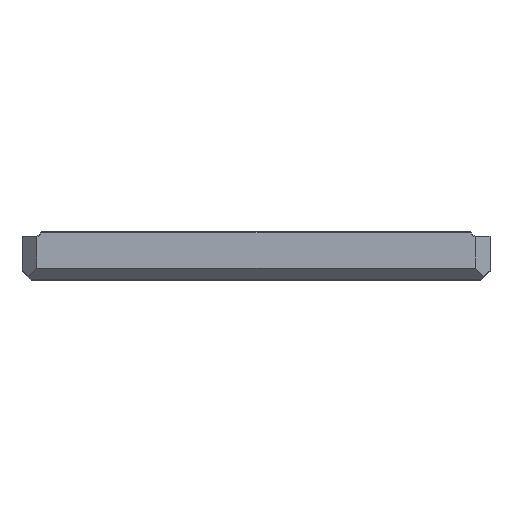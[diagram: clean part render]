
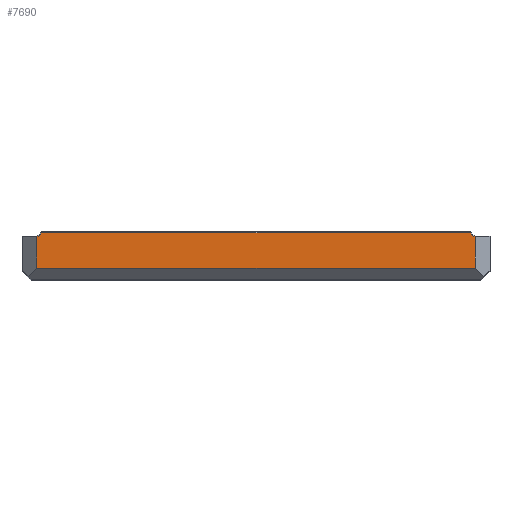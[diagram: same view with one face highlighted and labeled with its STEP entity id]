
A CAD part, top view. The second image highlights one B-rep face of the part: STEP entity #7690.
In plain terms, the highlighted planar face has unit normal (0, 0, 1).
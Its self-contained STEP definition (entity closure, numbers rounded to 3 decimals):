
#144 = DIRECTION ( 'NONE',  ( -1., 0., 0. ) ) ;
#227 = VECTOR ( 'NONE', #5630, 1000. ) ;
#404 = DIRECTION ( 'NONE',  ( 0., 0., -1. ) ) ;
#622 = ORIENTED_EDGE ( 'NONE', *, *, #989, .T. ) ;
#669 = DIRECTION ( 'NONE',  ( -1., 0., 0. ) ) ;
#871 = EDGE_CURVE ( 'NONE', #5643, #7687, #4499, .T. ) ;
#904 = VECTOR ( 'NONE', #10142, 1000. ) ;
#989 = EDGE_CURVE ( 'NONE', #7687, #1129, #4351, .T. ) ;
#1090 = CARTESIAN_POINT ( 'NONE',  ( -95.293, 1.5, 57.9 ) ) ;
#1102 = VECTOR ( 'NONE', #6839, 1000. ) ;
#1129 = VERTEX_POINT ( 'NONE', #2000 ) ;
#1311 = EDGE_CURVE ( 'NONE', #3753, #4938, #4211, .T. ) ;
#1567 = DIRECTION ( 'NONE',  ( -1., 0., 0. ) ) ;
#1834 = DIRECTION ( 'NONE',  ( -0.707, 0.707, 0. ) ) ;
#2000 = CARTESIAN_POINT ( 'NONE',  ( -96., 1.5, 57.9 ) ) ;
#2382 = CARTESIAN_POINT ( 'NONE',  ( 96., -12.5, 57.9 ) ) ;
#2484 = EDGE_CURVE ( 'NONE', #4938, #6686, #5262, .T. ) ;
#3233 = EDGE_CURVE ( 'NONE', #4145, #3753, #3443, .T. ) ;
#3398 = VECTOR ( 'NONE', #669, 1000. ) ;
#3443 = LINE ( 'NONE', #5482, #227 ) ;
#3753 = VERTEX_POINT ( 'NONE', #10604 ) ;
#3969 = ORIENTED_EDGE ( 'NONE', *, *, #7284, .T. ) ;
#4145 = VERTEX_POINT ( 'NONE', #6848 ) ;
#4211 = LINE ( 'NONE', #5799, #3398 ) ;
#4351 = LINE ( 'NONE', #7929, #5420 ) ;
#4499 = LINE ( 'NONE', #9395, #1102 ) ;
#4938 = VERTEX_POINT ( 'NONE', #5593 ) ;
#4959 = LINE ( 'NONE', #5885, #7108 ) ;
#5262 = LINE ( 'NONE', #9442, #6073 ) ;
#5397 = VERTEX_POINT ( 'NONE', #9721 ) ;
#5420 = VECTOR ( 'NONE', #144, 1000. ) ;
#5482 = CARTESIAN_POINT ( 'NONE',  ( 96., 1.5, 57.9 ) ) ;
#5574 = CARTESIAN_POINT ( 'NONE',  ( 93.793, 3., 57.9 ) ) ;
#5593 = CARTESIAN_POINT ( 'NONE',  ( 95.293, 1.5, 57.9 ) ) ;
#5630 = DIRECTION ( 'NONE',  ( 0., 1., 0. ) ) ;
#5643 = VERTEX_POINT ( 'NONE', #7525 ) ;
#5751 = EDGE_LOOP ( 'NONE', ( #9639, #9731, #7345, #8068, #7812, #622, #3969, #5912 ) ) ;
#5799 = CARTESIAN_POINT ( 'NONE',  ( -102.5, 1.5, 57.9 ) ) ;
#5885 = CARTESIAN_POINT ( 'NONE',  ( -94., 3., 57.9 ) ) ;
#5912 = ORIENTED_EDGE ( 'NONE', *, *, #8728, .T. ) ;
#6073 = VECTOR ( 'NONE', #1834, 1000. ) ;
#6266 = CARTESIAN_POINT ( 'NONE',  ( -102.5, 1.5, 57.9 ) ) ;
#6421 = DIRECTION ( 'NONE',  ( -1., 0., 0. ) ) ;
#6433 = DIRECTION ( 'NONE',  ( 0., -1., 0. ) ) ;
#6686 = VERTEX_POINT ( 'NONE', #5574 ) ;
#6839 = DIRECTION ( 'NONE',  ( -0.707, -0.707, 0. ) ) ;
#6848 = CARTESIAN_POINT ( 'NONE',  ( 96., -12.5, 57.9 ) ) ;
#7108 = VECTOR ( 'NONE', #1567, 1000. ) ;
#7284 = EDGE_CURVE ( 'NONE', #1129, #5397, #9283, .T. ) ;
#7345 = ORIENTED_EDGE ( 'NONE', *, *, #2484, .T. ) ;
#7453 = AXIS2_PLACEMENT_3D ( 'NONE', #6266, #404, #6421 ) ;
#7525 = CARTESIAN_POINT ( 'NONE',  ( -93.793, 3., 57.9 ) ) ;
#7687 = VERTEX_POINT ( 'NONE', #1090 ) ;
#7690 = ADVANCED_FACE ( 'NONE', ( #9273 ), #10686, .F. ) ;
#7812 = ORIENTED_EDGE ( 'NONE', *, *, #871, .T. ) ;
#7929 = CARTESIAN_POINT ( 'NONE',  ( -102.5, 1.5, 57.9 ) ) ;
#8068 = ORIENTED_EDGE ( 'NONE', *, *, #10509, .T. ) ;
#8728 = EDGE_CURVE ( 'NONE', #5397, #4145, #10056, .T. ) ;
#9273 = FACE_OUTER_BOUND ( 'NONE', #5751, .T. ) ;
#9283 = LINE ( 'NONE', #10700, #10214 ) ;
#9395 = CARTESIAN_POINT ( 'NONE',  ( -95.646, 1.146, 57.9 ) ) ;
#9442 = CARTESIAN_POINT ( 'NONE',  ( 93.646, 3.146, 57.9 ) ) ;
#9639 = ORIENTED_EDGE ( 'NONE', *, *, #3233, .T. ) ;
#9721 = CARTESIAN_POINT ( 'NONE',  ( -96., -12.5, 57.9 ) ) ;
#9731 = ORIENTED_EDGE ( 'NONE', *, *, #1311, .T. ) ;
#10056 = LINE ( 'NONE', #2382, #904 ) ;
#10142 = DIRECTION ( 'NONE',  ( 1., 0., 0. ) ) ;
#10214 = VECTOR ( 'NONE', #6433, 1000. ) ;
#10509 = EDGE_CURVE ( 'NONE', #6686, #5643, #4959, .T. ) ;
#10604 = CARTESIAN_POINT ( 'NONE',  ( 96., 1.5, 57.9 ) ) ;
#10686 = PLANE ( 'NONE',  #7453 ) ;
#10700 = CARTESIAN_POINT ( 'NONE',  ( -96., 1.5, 57.9 ) ) ;
